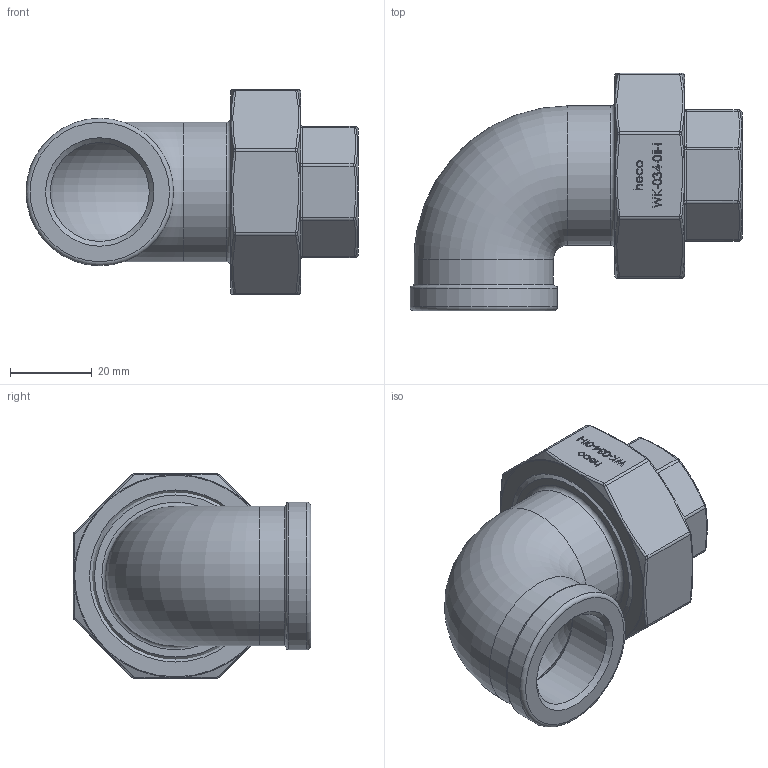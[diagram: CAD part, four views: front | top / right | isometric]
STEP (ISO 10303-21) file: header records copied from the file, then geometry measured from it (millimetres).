
FILE_DESCRIPTION (( 'STEP AP214' ), '1' );
FILE_NAME ('WK-034-0II-I Winkelverschraubung konisch 2202.STEP', '2022-02-17T14:15:03', ( '' ), ( '' ), 'SwSTEP 2.0', 'SolidWorks 2019', '' );
FILE_SCHEMA (( 'AUTOMOTIVE_DESIGN' ));
Length unit declared in the file: millimetre
Products named in the file (1): WK-034-0II-I Winkelverschraubung konisch 2202
Bounding box: 81 x 58 x 50 mm (x, y, z)
Volume: 49745 mm3; surface area: 26909.1 mm2
Topology: 3 solids, 3 shells, 353 faces, 868 edges, 519 vertices
Faces by surface type: bspline 132, plane 128, cylinder 36, torus 31, cone 26
Full cylindrical faces by diameter (mm): 24.117 x1, 24.12 x1, 28 x2, 34 x2, 36 x2, 36.5 x1, 39.5 x1, 39.84 x1, 42 x1
Entity records: 19123 total; most frequent: CARTESIAN_POINT 8217, ORIENTED_EDGE 1562, DIRECTION 1100, EDGE_CURVE 781, VERTEX_POINT 507, EDGE_LOOP 432, FACE_OUTER_BOUND 388, AXIS2_PLACEMENT_3D 377
